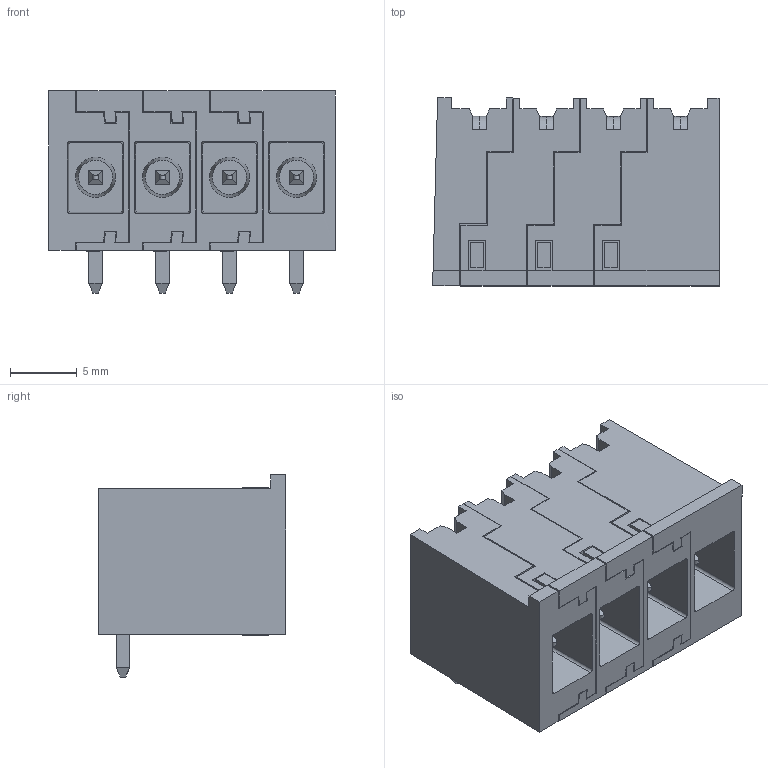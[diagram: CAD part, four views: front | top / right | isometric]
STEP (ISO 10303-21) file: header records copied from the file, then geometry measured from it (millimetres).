
FILE_DESCRIPTION(('CATIA V5R22 STEP214','CAx-IF Rec.Pracs.--- Model Styling and Organization---1.4--- 2014-01-23'),'2;1');
FILE_NAME ('D1463826_1_2741430000_2741430000.stp','2020-08-03T12:31:39+00:00',('none'),('Weidmueller'),'CATIA Version 5-6 Release 2016 SP3 HF44','CATIA V5 STEP AP214','none');
FILE_SCHEMA(('AUTOMOTIVE_DESIGN { 1 0 10303 214 1 1 1 1 }'));
Length unit declared in the file: millimetre
Products named in the file (1): 2741430000
Bounding box: 21.4 x 14.02 x 15.1 mm (x, y, z)
Volume: 2291.8 mm3; surface area: 4177.8 mm2
Topology: 8 solids, 8 shells, 409 faces, 1124 edges, 738 vertices
Faces by surface type: plane 361, cylinder 24, revolution 16, cone 8
Entity records: 12953 total; most frequent: CARTESIAN_POINT 3011, ORIENTED_EDGE 2248, DIRECTION 1669, EDGE_CURVE 1124, VECTOR 989, LINE 989, VERTEX_POINT 738, EDGE_LOOP 436
